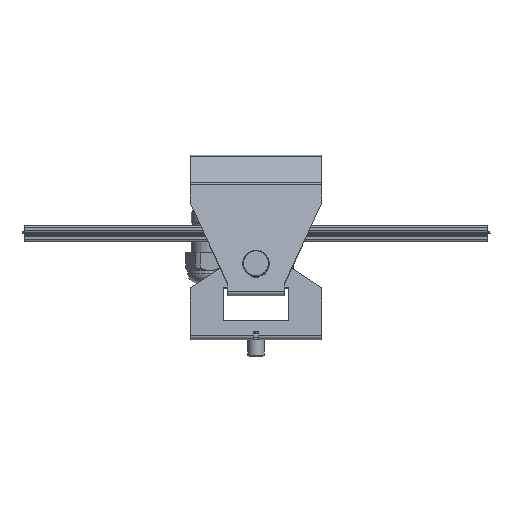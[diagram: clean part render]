
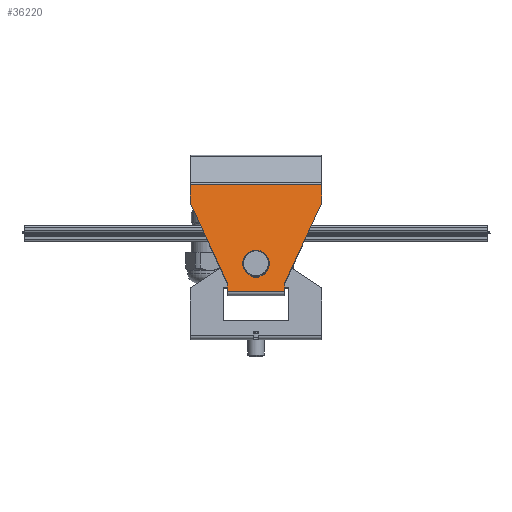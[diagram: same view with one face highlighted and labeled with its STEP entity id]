
A CAD part, left-side view. The second image highlights one B-rep face of the part: STEP entity #36220.
In plain terms, the highlighted planar face has unit normal (-0.982, 0, 0.191).
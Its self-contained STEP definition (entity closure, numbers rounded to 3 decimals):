
#553=FACE_BOUND('',#7472,.T.);
#3383=CIRCLE('',#38869,2.6);
#3384=CIRCLE('',#38870,2.6);
#5506=FACE_OUTER_BOUND('',#7471,.T.);
#7471=EDGE_LOOP('',(#32681,#32682,#32683,#32684,#32685,#32686,#32687,#32688));
#7472=EDGE_LOOP('',(#32689,#32690,#32691,#32692));
#11127=LINE('',#58972,#14832);
#11128=LINE('',#58974,#14833);
#11129=LINE('',#58976,#14834);
#11130=LINE('',#58978,#14835);
#11131=LINE('',#58980,#14836);
#11132=LINE('',#58981,#14837);
#11133=LINE('',#58983,#14838);
#11134=LINE('',#58984,#14839);
#11135=LINE('',#58989,#14840);
#11136=LINE('',#58992,#14841);
#14832=VECTOR('',#47685,10.);
#14833=VECTOR('',#47686,10.);
#14834=VECTOR('',#47687,10.);
#14835=VECTOR('',#47688,10.);
#14836=VECTOR('',#47689,10.);
#14837=VECTOR('',#47690,10.);
#14838=VECTOR('',#47691,10.);
#14839=VECTOR('',#47692,10.);
#14840=VECTOR('',#47695,10.);
#14841=VECTOR('',#47698,10.);
#18002=VERTEX_POINT('',#58963);
#18003=VERTEX_POINT('',#58970);
#18004=VERTEX_POINT('',#58971);
#18005=VERTEX_POINT('',#58973);
#18006=VERTEX_POINT('',#58975);
#18007=VERTEX_POINT('',#58977);
#18008=VERTEX_POINT('',#58979);
#18009=VERTEX_POINT('',#58982);
#18010=VERTEX_POINT('',#58985);
#18011=VERTEX_POINT('',#58986);
#18012=VERTEX_POINT('',#58988);
#18013=VERTEX_POINT('',#58990);
#22910=EDGE_CURVE('',#18003,#18004,#11127,.T.);
#22911=EDGE_CURVE('',#18005,#18004,#11128,.T.);
#22912=EDGE_CURVE('',#18005,#18006,#11129,.T.);
#22913=EDGE_CURVE('',#18006,#18007,#11130,.T.);
#22914=EDGE_CURVE('',#18008,#18007,#11131,.T.);
#22915=EDGE_CURVE('',#18008,#18002,#11132,.T.);
#22916=EDGE_CURVE('',#18002,#18009,#11133,.T.);
#22917=EDGE_CURVE('',#18009,#18003,#11134,.T.);
#22918=EDGE_CURVE('',#18010,#18011,#3383,.T.);
#22919=EDGE_CURVE('',#18011,#18012,#11135,.T.);
#22920=EDGE_CURVE('',#18012,#18013,#3384,.T.);
#22921=EDGE_CURVE('',#18013,#18010,#11136,.T.);
#32681=ORIENTED_EDGE('',*,*,#22910,.T.);
#32682=ORIENTED_EDGE('',*,*,#22911,.F.);
#32683=ORIENTED_EDGE('',*,*,#22912,.T.);
#32684=ORIENTED_EDGE('',*,*,#22913,.T.);
#32685=ORIENTED_EDGE('',*,*,#22914,.F.);
#32686=ORIENTED_EDGE('',*,*,#22915,.T.);
#32687=ORIENTED_EDGE('',*,*,#22916,.T.);
#32688=ORIENTED_EDGE('',*,*,#22917,.T.);
#32689=ORIENTED_EDGE('',*,*,#22918,.T.);
#32690=ORIENTED_EDGE('',*,*,#22919,.T.);
#32691=ORIENTED_EDGE('',*,*,#22920,.T.);
#32692=ORIENTED_EDGE('',*,*,#22921,.T.);
#34349=PLANE('',#38868);
#36220=ADVANCED_FACE('',(#5506,#553),#34349,.T.);
#38868=AXIS2_PLACEMENT_3D('',#58969,#47683,#47684);
#38869=AXIS2_PLACEMENT_3D('',#58987,#47693,#47694);
#38870=AXIS2_PLACEMENT_3D('',#58991,#47696,#47697);
#47683=DIRECTION('center_axis',(-0.982,0.,
0.191));
#47684=DIRECTION('ref_axis',(0.,-1.,0.));
#47685=DIRECTION('',(-0.191,0.,-0.982));
#47686=DIRECTION('',(0.,1.,0.));
#47687=DIRECTION('',(0.191,0.,0.982));
#47688=DIRECTION('',(0.174,-0.412,0.894));
#47689=DIRECTION('',(-0.191,0.,-0.982));
#47690=DIRECTION('',(0.,1.,0.));
#47691=DIRECTION('',(-0.191,0.,-0.982));
#47692=DIRECTION('',(-0.174,-0.412,-0.894));
#47693=DIRECTION('center_axis',(0.982,0.,
-0.191));
#47694=DIRECTION('ref_axis',(0.,1.,0.));
#47695=DIRECTION('',(0.191,0.,0.982));
#47696=DIRECTION('center_axis',(0.982,0.,
-0.191));
#47697=DIRECTION('ref_axis',(0.,-1.,0.));
#47698=DIRECTION('',(-0.191,0.,-0.982));
#58963=CARTESIAN_POINT('',(-35.78,40.,34.798));
#58969=CARTESIAN_POINT('Origin',(-39.155,0.,
17.434));
#58970=CARTESIAN_POINT('',(-47.362,17.5,-24.787));
#58971=CARTESIAN_POINT('',(-48.365,17.5,-29.95));
#58972=CARTESIAN_POINT('',(-43.258,17.5,-3.677));
#58973=CARTESIAN_POINT('',(-48.365,-17.5,-29.95));
#58974=CARTESIAN_POINT('',(-48.365,0.,-29.95));
#58975=CARTESIAN_POINT('',(-47.362,-17.5,-24.787));
#58976=CARTESIAN_POINT('',(-45.191,-17.5,-13.621));
#58977=CARTESIAN_POINT('',(-37.871,-40.,24.039));
#58978=CARTESIAN_POINT('',(-44.582,-24.089,-10.488));
#58979=CARTESIAN_POINT('',(-35.78,-40.,34.798));
#58980=CARTESIAN_POINT('',(-27.748,-40.,76.118));
#58981=CARTESIAN_POINT('',(-35.78,0.,34.798));
#58982=CARTESIAN_POINT('',(-37.871,40.,24.039));
#58983=CARTESIAN_POINT('',(-27.748,40.,76.118));
#58984=CARTESIAN_POINT('',(-39.837,35.339,13.925));
#58985=CARTESIAN_POINT('',(-46.267,-2.6,-19.153));
#58986=CARTESIAN_POINT('',(-46.267,2.6,-19.153));
#58987=CARTESIAN_POINT('Origin',(-46.267,0.,
-19.153));
#58988=CARTESIAN_POINT('',(-45.122,2.6,-13.263));
#58989=CARTESIAN_POINT('',(-42.711,2.6,-0.859));
#58990=CARTESIAN_POINT('',(-45.122,-2.6,-13.263));
#58991=CARTESIAN_POINT('Origin',(-45.122,0.,
-13.263));
#58992=CARTESIAN_POINT('',(-42.138,-2.6,2.085));
